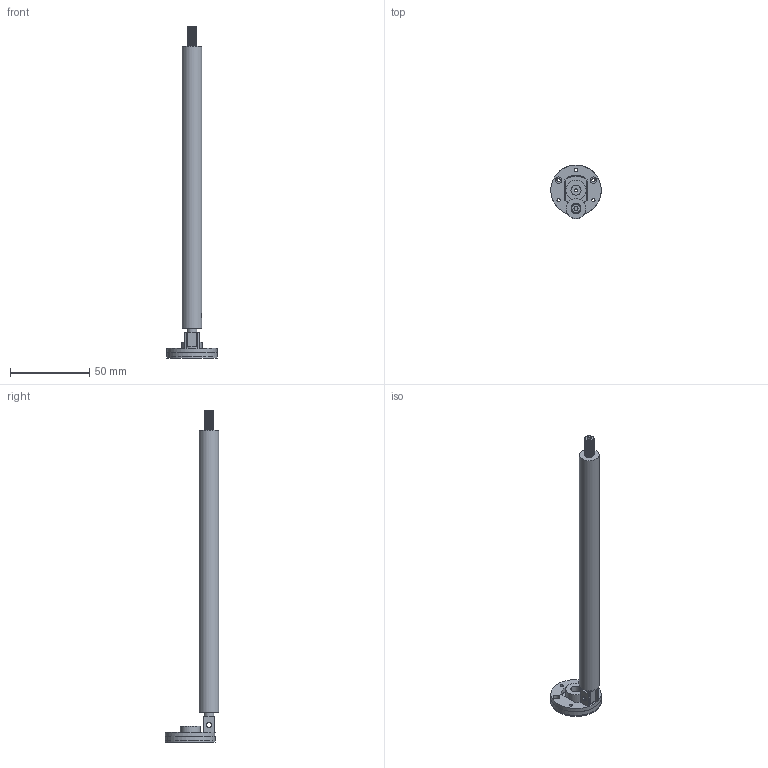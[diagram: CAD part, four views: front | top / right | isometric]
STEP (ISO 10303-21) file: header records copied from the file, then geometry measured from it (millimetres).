
FILE_DESCRIPTION(/* description */ (''),/* implementation_level */ '2;1');
FILE_NAME(/* name */ 'QCM v8.step',/* time_stamp */ '2016-07-28T14:58:16-07:00',/* author */ (''),/* organization */ (''),/* preprocessor_version */ 'ST-DEVELOPER v16.5',/* originating_system */ 'Autodesk Translation Framework v5.1.0.3141',/* authorisation */ '');
FILE_SCHEMA (('AUTOMOTIVE_DESIGN { 1 0 10303 214 3 1 1 }'));
Length unit declared in the file: centimetre
Products named in the file (5): QCM v8; Component7; Component8; Component9; Component10
Assembly tree (4 placements, depth 2):
  QCM v8
    Component7
    Component8
    Component9
    Component10
Bounding box: 31.75 x 33.95 x 209.32 mm (x, y, z)
Volume: 26168.1 mm3; surface area: 16034.2 mm2
Topology: 7 solids, 7 shells, 92 faces, 222 edges, 147 vertices
Faces by surface type: cylinder 46, plane 38, bspline 8
Full cylindrical faces by diameter (mm): 1.778 x1, 2.057 x12, 2.54 x2, 3.251 x3, 4.064 x6, 6.096 x1, 6.35 x2, 11.43 x1, 12.489 x1, 12.7 x1, 13.97 x1, 19.05 x1, 31.75 x3
Entity records: 5021 total; most frequent: CARTESIAN_POINT 2813, DIRECTION 418, ORIENTED_EDGE 372, EDGE_CURVE 186, EDGE_LOOP 185, AXIS2_PLACEMENT_3D 185, VERTEX_POINT 147, FACE_BOUND 93
